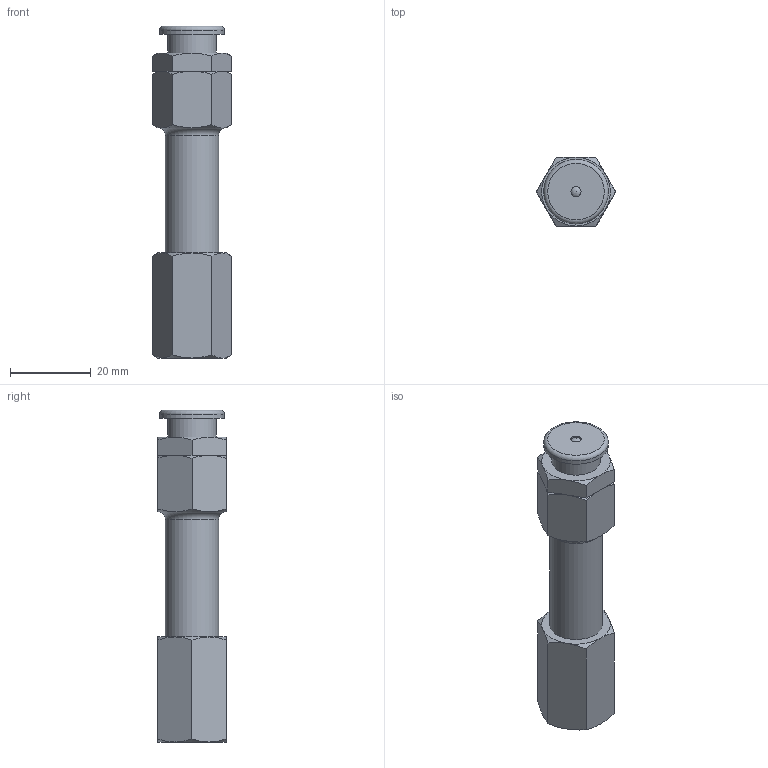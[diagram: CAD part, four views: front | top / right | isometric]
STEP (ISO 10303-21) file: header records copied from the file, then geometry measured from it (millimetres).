
FILE_DESCRIPTION(/* description */ (''),/* implementation_level */ '2;1');
FILE_NAME(/* name */ 'Schlauchvorfuelladapter_fuer_VA_Flexschlaeuche_107634.stp',/* time_stamp */ '2014-09-26T09:28:55+02:00',/* author */ ('002180'),/* organization */ (''),/* preprocessor_version */ 'ST-DEVELOPER v15.6',/* originating_system */ 'Autodesk Inventor 2015',/* authorisation */ '');
FILE_SCHEMA (('AUTOMOTIVE_DESIGN { 1 0 10303 214 3 1 1 }'));
Length unit declared in the file: millimetre
Products named in the file (4): Flachschmiernippel_G1_4; anver01d_45er_Verlängerung; anmuf02c_Messing; ansva02a
Bounding box: 19.63 x 17 x 82.2 mm (x, y, z)
Volume: 13091.9 mm3; surface area: 8306.2 mm2
Topology: 3 solids, 3 shells, 77 faces, 162 edges, 95 vertices
Faces by surface type: cone 37, plane 28, cylinder 9, torus 2, sphere 1
Full cylindrical faces by diameter (mm): 2.5 x1, 4 x1, 6 x1, 11.445 x2, 12 x1, 13.157 x1, 13.16 x1, 16 x1
Entity records: 1937 total; most frequent: CARTESIAN_POINT 434, DIRECTION 302, ORIENTED_EDGE 278, EDGE_CURVE 139, AXIS2_PLACEMENT_3D 139, EDGE_LOOP 104, VERTEX_POINT 91, FACE_OUTER_BOUND 77
